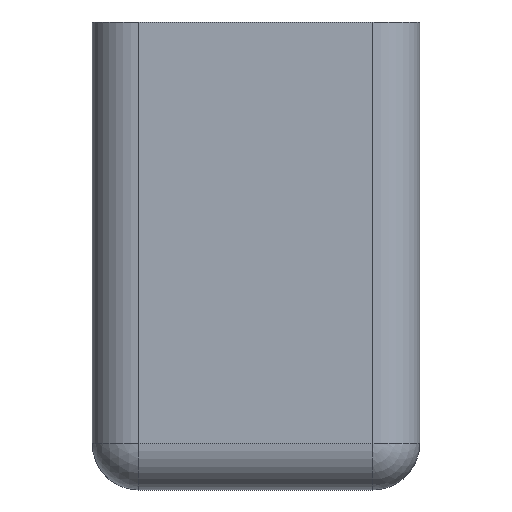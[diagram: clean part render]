
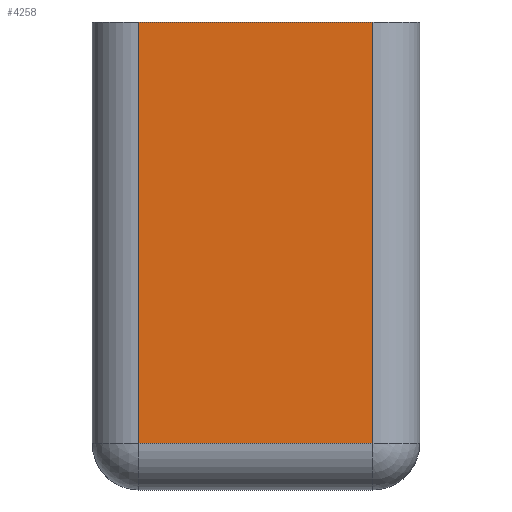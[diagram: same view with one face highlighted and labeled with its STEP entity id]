
A CAD part, front view. The second image highlights one B-rep face of the part: STEP entity #4258.
In plain terms, the highlighted planar face has unit normal (0, -1, 0).
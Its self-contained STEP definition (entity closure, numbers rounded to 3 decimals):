
#2577 = PLANE('',#2578);
#2578 = AXIS2_PLACEMENT_3D('',#2579,#2580,#2581);
#2579 = CARTESIAN_POINT('',(0.,0.,100.));
#2580 = DIRECTION('',(0.,0.,1.));
#2581 = DIRECTION('',(1.,0.,0.));
#2798 = CYLINDRICAL_SURFACE('',#2799,10.);
#2799 = AXIS2_PLACEMENT_3D('',#2800,#2801,#2802);
#2800 = CARTESIAN_POINT('',(60.,10.,0.));
#2801 = DIRECTION('',(0.,0.,1.));
#2802 = DIRECTION('',(1.,0.,0.));
#3181 = VERTEX_POINT('',#3182);
#3182 = CARTESIAN_POINT('',(10.,0.,100.));
#3197 = CYLINDRICAL_SURFACE('',#3198,10.);
#3198 = AXIS2_PLACEMENT_3D('',#3199,#3200,#3201);
#3199 = CARTESIAN_POINT('',(10.,10.,0.));
#3200 = DIRECTION('',(0.,0.,1.));
#3201 = DIRECTION('',(-1.,0.,0.));
#3209 = EDGE_CURVE('',#3181,#3210,#3212,.T.);
#3210 = VERTEX_POINT('',#3211);
#3211 = CARTESIAN_POINT('',(60.,0.,100.));
#3212 = SURFACE_CURVE('',#3213,(#3217,#3224),.PCURVE_S1.);
#3213 = LINE('',#3214,#3215);
#3214 = CARTESIAN_POINT('',(0.,0.,100.));
#3215 = VECTOR('',#3216,1.);
#3216 = DIRECTION('',(1.,0.,0.));
#3217 = PCURVE('',#2577,#3218);
#3218 = DEFINITIONAL_REPRESENTATION('',(#3219),#3223);
#3219 = LINE('',#3220,#3221);
#3220 = CARTESIAN_POINT('',(0.,0.));
#3221 = VECTOR('',#3222,1.);
#3222 = DIRECTION('',(1.,0.));
#3223 = ( GEOMETRIC_REPRESENTATION_CONTEXT(2) 
PARAMETRIC_REPRESENTATION_CONTEXT() REPRESENTATION_CONTEXT('2D SPACE',''
  ) );
#3224 = PCURVE('',#3225,#3230);
#3225 = PLANE('',#3226);
#3226 = AXIS2_PLACEMENT_3D('',#3227,#3228,#3229);
#3227 = CARTESIAN_POINT('',(0.,0.,0.));
#3228 = DIRECTION('',(0.,1.,0.));
#3229 = DIRECTION('',(0.,0.,1.));
#3230 = DEFINITIONAL_REPRESENTATION('',(#3231),#3235);
#3231 = LINE('',#3232,#3233);
#3232 = CARTESIAN_POINT('',(100.,0.));
#3233 = VECTOR('',#3234,1.);
#3234 = DIRECTION('',(0.,1.));
#3235 = ( GEOMETRIC_REPRESENTATION_CONTEXT(2) 
PARAMETRIC_REPRESENTATION_CONTEXT() REPRESENTATION_CONTEXT('2D SPACE',''
  ) );
#3388 = CYLINDRICAL_SURFACE('',#3389,10.);
#3389 = AXIS2_PLACEMENT_3D('',#3390,#3391,#3392);
#3390 = CARTESIAN_POINT('',(0.,10.,10.));
#3391 = DIRECTION('',(1.,0.,0.));
#3392 = DIRECTION('',(0.,0.,-1.));
#4024 = VERTEX_POINT('',#4025);
#4025 = CARTESIAN_POINT('',(60.,0.,10.));
#4047 = EDGE_CURVE('',#4024,#3210,#4048,.T.);
#4048 = SURFACE_CURVE('',#4049,(#4053,#4060),.PCURVE_S1.);
#4049 = LINE('',#4050,#4051);
#4050 = CARTESIAN_POINT('',(60.,0.,0.));
#4051 = VECTOR('',#4052,1.);
#4052 = DIRECTION('',(0.,0.,1.));
#4053 = PCURVE('',#2798,#4054);
#4054 = DEFINITIONAL_REPRESENTATION('',(#4055),#4059);
#4055 = LINE('',#4056,#4057);
#4056 = CARTESIAN_POINT('',(-1.571,0.));
#4057 = VECTOR('',#4058,1.);
#4058 = DIRECTION('',(-0.,1.));
#4059 = ( GEOMETRIC_REPRESENTATION_CONTEXT(2) 
PARAMETRIC_REPRESENTATION_CONTEXT() REPRESENTATION_CONTEXT('2D SPACE',''
  ) );
#4060 = PCURVE('',#3225,#4061);
#4061 = DEFINITIONAL_REPRESENTATION('',(#4062),#4066);
#4062 = LINE('',#4063,#4064);
#4063 = CARTESIAN_POINT('',(0.,60.));
#4064 = VECTOR('',#4065,1.);
#4065 = DIRECTION('',(1.,0.));
#4066 = ( GEOMETRIC_REPRESENTATION_CONTEXT(2) 
PARAMETRIC_REPRESENTATION_CONTEXT() REPRESENTATION_CONTEXT('2D SPACE',''
  ) );
#4258 = ADVANCED_FACE('',(#4259),#3225,.F.);
#4259 = FACE_BOUND('',#4260,.F.);
#4260 = EDGE_LOOP('',(#4261,#4262,#4263,#4286));
#4261 = ORIENTED_EDGE('',*,*,#3209,.T.);
#4262 = ORIENTED_EDGE('',*,*,#4047,.F.);
#4263 = ORIENTED_EDGE('',*,*,#4264,.F.);
#4264 = EDGE_CURVE('',#4265,#4024,#4267,.T.);
#4265 = VERTEX_POINT('',#4266);
#4266 = CARTESIAN_POINT('',(10.,0.,10.));
#4267 = SURFACE_CURVE('',#4268,(#4272,#4279),.PCURVE_S1.);
#4268 = LINE('',#4269,#4270);
#4269 = CARTESIAN_POINT('',(0.,0.,10.));
#4270 = VECTOR('',#4271,1.);
#4271 = DIRECTION('',(1.,0.,0.));
#4272 = PCURVE('',#3225,#4273);
#4273 = DEFINITIONAL_REPRESENTATION('',(#4274),#4278);
#4274 = LINE('',#4275,#4276);
#4275 = CARTESIAN_POINT('',(10.,0.));
#4276 = VECTOR('',#4277,1.);
#4277 = DIRECTION('',(0.,1.));
#4278 = ( GEOMETRIC_REPRESENTATION_CONTEXT(2) 
PARAMETRIC_REPRESENTATION_CONTEXT() REPRESENTATION_CONTEXT('2D SPACE',''
  ) );
#4279 = PCURVE('',#3388,#4280);
#4280 = DEFINITIONAL_REPRESENTATION('',(#4281),#4285);
#4281 = LINE('',#4282,#4283);
#4282 = CARTESIAN_POINT('',(-1.571,0.));
#4283 = VECTOR('',#4284,1.);
#4284 = DIRECTION('',(-0.,1.));
#4285 = ( GEOMETRIC_REPRESENTATION_CONTEXT(2) 
PARAMETRIC_REPRESENTATION_CONTEXT() REPRESENTATION_CONTEXT('2D SPACE',''
  ) );
#4286 = ORIENTED_EDGE('',*,*,#4287,.T.);
#4287 = EDGE_CURVE('',#4265,#3181,#4288,.T.);
#4288 = SURFACE_CURVE('',#4289,(#4293,#4300),.PCURVE_S1.);
#4289 = LINE('',#4290,#4291);
#4290 = CARTESIAN_POINT('',(10.,0.,0.));
#4291 = VECTOR('',#4292,1.);
#4292 = DIRECTION('',(0.,0.,1.));
#4293 = PCURVE('',#3225,#4294);
#4294 = DEFINITIONAL_REPRESENTATION('',(#4295),#4299);
#4295 = LINE('',#4296,#4297);
#4296 = CARTESIAN_POINT('',(0.,10.));
#4297 = VECTOR('',#4298,1.);
#4298 = DIRECTION('',(1.,0.));
#4299 = ( GEOMETRIC_REPRESENTATION_CONTEXT(2) 
PARAMETRIC_REPRESENTATION_CONTEXT() REPRESENTATION_CONTEXT('2D SPACE',''
  ) );
#4300 = PCURVE('',#3197,#4301);
#4301 = DEFINITIONAL_REPRESENTATION('',(#4302),#4306);
#4302 = LINE('',#4303,#4304);
#4303 = CARTESIAN_POINT('',(1.571,0.));
#4304 = VECTOR('',#4305,1.);
#4305 = DIRECTION('',(0.,1.));
#4306 = ( GEOMETRIC_REPRESENTATION_CONTEXT(2) 
PARAMETRIC_REPRESENTATION_CONTEXT() REPRESENTATION_CONTEXT('2D SPACE',''
  ) );
